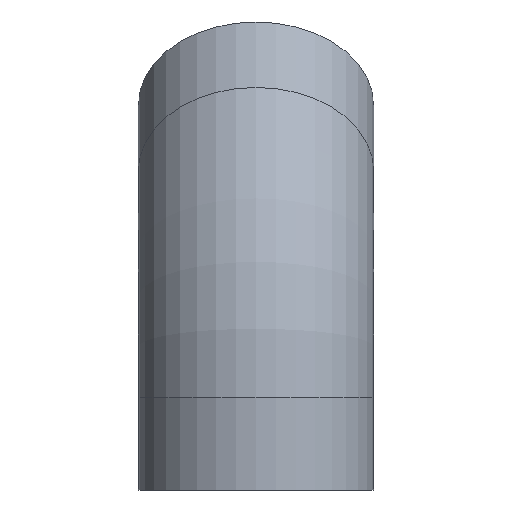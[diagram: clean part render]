
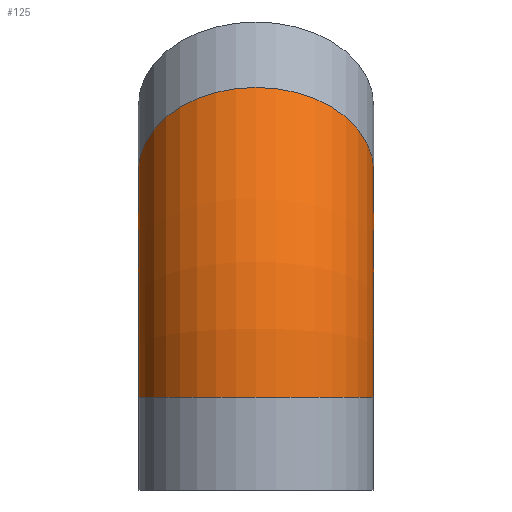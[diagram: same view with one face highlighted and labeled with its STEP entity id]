
A CAD part, left-side view. The second image highlights one B-rep face of the part: STEP entity #125.
In plain terms, the highlighted toroidal (fillet/blend) face has major radius 190.5 mm and minor radius 69.85 mm.
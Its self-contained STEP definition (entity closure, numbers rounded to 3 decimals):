
#29=TOROIDAL_SURFACE('',#160,190.5,69.85);
#34=FACE_OUTER_BOUND('',#42,.T.);
#42=EDGE_LOOP('',(#105,#106,#107,#108));
#62=CIRCLE('',#159,69.85);
#63=CIRCLE('',#161,120.65);
#64=CIRCLE('',#162,69.85);
#72=VERTEX_POINT('',#230);
#73=VERTEX_POINT('',#234);
#84=EDGE_CURVE('',#72,#72,#62,.T.);
#85=EDGE_CURVE('',#72,#73,#63,.T.);
#86=EDGE_CURVE('',#73,#73,#64,.T.);
#105=ORIENTED_EDGE('',*,*,#84,.T.);
#106=ORIENTED_EDGE('',*,*,#85,.T.);
#107=ORIENTED_EDGE('',*,*,#86,.F.);
#108=ORIENTED_EDGE('',*,*,#85,.F.);
#125=ADVANCED_FACE('',(#34),#29,.T.);
#159=AXIS2_PLACEMENT_3D('',#232,#193,#194);
#160=AXIS2_PLACEMENT_3D('',#233,#195,#196);
#161=AXIS2_PLACEMENT_3D('',#235,#197,#198);
#162=AXIS2_PLACEMENT_3D('',#236,#199,#200);
#193=DIRECTION('center_axis',(-0.707,0.,-0.707));
#194=DIRECTION('ref_axis',(-0.707,0.,0.707));
#195=DIRECTION('center_axis',(0.,1.,0.));
#196=DIRECTION('ref_axis',(0.,0.,1.));
#197=DIRECTION('center_axis',(0.,-1.,0.));
#198=DIRECTION('ref_axis',(0.,0.,1.));
#199=DIRECTION('center_axis',(0.,0.,-1.));
#200=DIRECTION('ref_axis',(-1.,0.,0.));
#230=CARTESIAN_POINT('',(105.188,0.,140.305));
#232=CARTESIAN_POINT('Origin',(55.796,0.,189.696));
#233=CARTESIAN_POINT('Origin',(190.5,0.,54.992));
#234=CARTESIAN_POINT('',(69.85,0.,54.992));
#235=CARTESIAN_POINT('Origin',(190.5,0.,54.992));
#236=CARTESIAN_POINT('Origin',(0.,0.,54.992));
